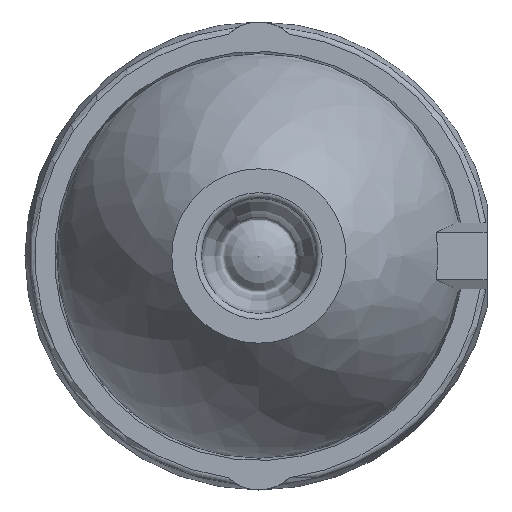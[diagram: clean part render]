
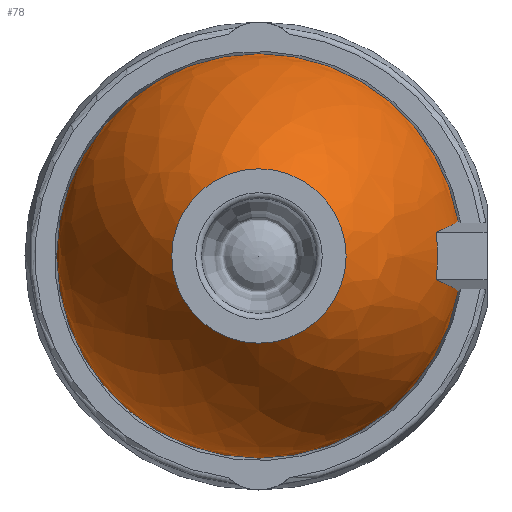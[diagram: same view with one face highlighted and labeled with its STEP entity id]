
A CAD part, front view. The second image highlights one B-rep face of the part: STEP entity #78.
In plain terms, the highlighted face is a revolution surface.
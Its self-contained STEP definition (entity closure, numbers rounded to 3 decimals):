
#78=ADVANCED_FACE('',(#111,#112),#113,.F.);
#111=FACE_OUTER_BOUND('',#174,.T.);
#112=FACE_OUTER_BOUND('',#175,.T.);
#113=SURFACE_OF_REVOLUTION('',#176,#177);
#174=EDGE_LOOP('',(#298,#299,#300,#301));
#175=EDGE_LOOP('',(#302));
#176=B_SPLINE_CURVE_WITH_KNOTS('',3,(#303,#304,#305,#306,#307,#308,#309,#310,#311,#312),.UNSPECIFIED.,.F.,.F.,(4,3,3,4),(0.0,1.0,2.0,3.0),.UNSPECIFIED.);
#177=AXIS1_PLACEMENT('',#313,#314);
#298=ORIENTED_EDGE('',*,*,#476,.F.);
#299=ORIENTED_EDGE('',*,*,#477,.T.);
#300=ORIENTED_EDGE('',*,*,#478,.T.);
#301=ORIENTED_EDGE('',*,*,#479,.T.);
#302=ORIENTED_EDGE('',*,*,#475,.F.);
#303=CARTESIAN_POINT('',(-7.,7.797,0.0));
#304=CARTESIAN_POINT('',(-6.898,7.304,0.0));
#305=CARTESIAN_POINT('',(-7.001,7.897,0.0));
#306=CARTESIAN_POINT('',(-6.8,7.03,0.0));
#307=CARTESIAN_POINT('',(-6.599,6.163,0.0));
#308=CARTESIAN_POINT('',(-5.389,3.599,0.0));
#309=CARTESIAN_POINT('',(-4.642,2.465,0.0));
#310=CARTESIAN_POINT('',(-3.894,1.331,0.0));
#311=CARTESIAN_POINT('',(-3.283,0.719,0.0));
#312=CARTESIAN_POINT('',(-2.6,0.0,0.0));
#313=CARTESIAN_POINT('',(0.0,0.0,0.0));
#314=DIRECTION('',(-0.0,1.0,-0.0));
#475=EDGE_CURVE('',#529,#529,#530,.T.);
#476=EDGE_CURVE('',#531,#532,#533,.F.);
#477=EDGE_CURVE('',#531,#534,#535,.T.);
#478=EDGE_CURVE('',#534,#536,#537,.T.);
#479=EDGE_CURVE('',#536,#532,#538,.T.);
#529=VERTEX_POINT('',#618);
#530=CIRCLE('',#619,2.98);
#531=VERTEX_POINT('',#620);
#532=VERTEX_POINT('',#621);
#533=CIRCLE('',#622,6.907);
#534=VERTEX_POINT('',#623);
#535=B_SPLINE_CURVE_WITH_KNOTS('',3,(#624,#625,#626,#627,#628,#629,#630,#631,#632,#633),.UNSPECIFIED.,.F.,.F.,(4,2,2,2,4),(0.,0.,0.001,0.001,0.002),.UNSPECIFIED.);
#536=VERTEX_POINT('',#634);
#537=CIRCLE('',#635,6.112);
#538=B_SPLINE_CURVE_WITH_KNOTS('',3,(#636,#637,#638,#639,#640,#641,#642,#643,#644,#645),.UNSPECIFIED.,.F.,.F.,(4,2,2,2,4),(0.0,0.001,0.002,0.002,0.002),.UNSPECIFIED.);
#618=CARTESIAN_POINT('',(0.0,0.4,-2.98));
#619=AXIS2_PLACEMENT_3D('',#828,#829,#830);
#620=CARTESIAN_POINT('',(6.802,7.466,-1.2));
#621=CARTESIAN_POINT('',(6.802,7.466,1.2));
#622=AXIS2_PLACEMENT_3D('',#831,#832,#833);
#623=CARTESIAN_POINT('',(6.058,5.25,-0.809));
#624=CARTESIAN_POINT('',(6.802,7.466,-1.2));
#625=CARTESIAN_POINT('',(6.778,7.371,-1.183));
#626=CARTESIAN_POINT('',(6.758,7.275,-1.166));
#627=CARTESIAN_POINT('',(6.717,7.084,-1.132));
#628=CARTESIAN_POINT('',(6.699,6.987,-1.115));
#629=CARTESIAN_POINT('',(6.624,6.704,-1.066));
#630=CARTESIAN_POINT('',(6.561,6.52,-1.033));
#631=CARTESIAN_POINT('',(6.363,5.97,-0.936));
#632=CARTESIAN_POINT('',(6.214,5.608,-0.872));
#633=CARTESIAN_POINT('',(6.058,5.25,-0.809));
#634=CARTESIAN_POINT('',(6.058,5.25,0.809));
#635=AXIS2_PLACEMENT_3D('',#834,#835,#836);
#636=CARTESIAN_POINT('',(6.058,5.25,0.809));
#637=CARTESIAN_POINT('',(6.214,5.609,0.872));
#638=CARTESIAN_POINT('',(6.363,5.97,0.936));
#639=CARTESIAN_POINT('',(6.562,6.52,1.033));
#640=CARTESIAN_POINT('',(6.625,6.705,1.066));
#641=CARTESIAN_POINT('',(6.699,6.988,1.116));
#642=CARTESIAN_POINT('',(6.718,7.084,1.133));
#643=CARTESIAN_POINT('',(6.758,7.276,1.166));
#644=CARTESIAN_POINT('',(6.778,7.372,1.183));
#645=CARTESIAN_POINT('',(6.802,7.466,1.2));
#828=CARTESIAN_POINT('',(0.0,0.4,0.0));
#829=DIRECTION('',(0.0,-1.0,0.0));
#830=DIRECTION('',(0.0,0.0,-1.0));
#831=CARTESIAN_POINT('',(0.0,7.466,0.0));
#832=DIRECTION('',(0.0,-1.0,0.0));
#833=DIRECTION('',(0.0,0.0,-1.0));
#834=CARTESIAN_POINT('',(0.0,5.25,0.0));
#835=DIRECTION('',(0.0,-1.0,0.0));
#836=DIRECTION('',(0.0,0.0,-1.0));
